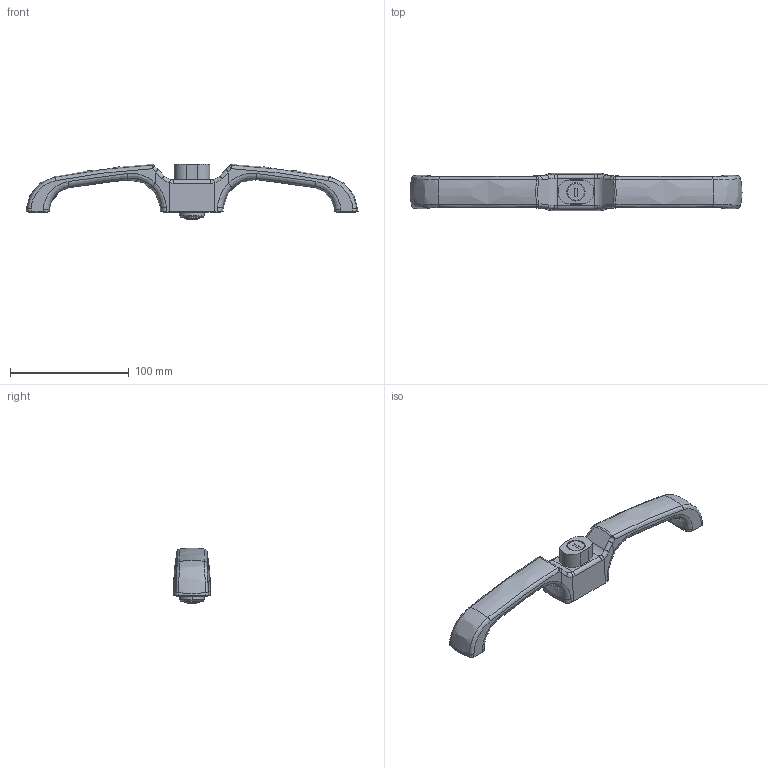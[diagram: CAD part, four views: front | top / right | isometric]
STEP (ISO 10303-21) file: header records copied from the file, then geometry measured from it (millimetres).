
FILE_DESCRIPTION (( 'STEP AP203' ), '1' );
FILE_NAME ('A-871-2-S_Œö.STEP', '2007-02-05T02:47:24', ( ' ' ), ( ' ' ), 'SwSTEP 2.0', 'SolidWorks 2006004', '' );
FILE_SCHEMA (( 'CONFIG_CONTROL_DESIGN' ));
Products named in the file (8): A-871-2-S僔儕儞僟乕_岞_棉太倌; A-871-2-S巭傔斅_棉太倌; A-871-2-S_公; A-871-2-S僴儞僪儖_岞_棉太倌; A-871-2-S僷僢僉儞彫_棉太倌; A-871-2-S僷僢僉儞_棉太倌; 僒僢僔梡嶮彫偹偠M4_M4亊10; R200_公開用_R200-4
Assembly tree (9 placements, depth 2):
  A-871-2-S_公
    R200_公開用_R200-4
    A-871-2-S僔儕儞僟乕_岞_棉太倌
    A-871-2-S僷僢僉儞彫_棉太倌  x2
    A-871-2-S僷僢僉儞_棉太倌
    僒僢僔梡嶮彫偹偠M4_M4亊10  x2
    A-871-2-S僴儞僪儖_岞_棉太倌
    A-871-2-S巭傔斅_棉太倌
Bounding box: 279.89 x 32 x 47.05 mm (x, y, z)
Volume: 127212.8 mm3; surface area: 42364 mm2
Topology: 9 solids, 9 shells, 406 faces, 1021 edges, 635 vertices
Faces by surface type: cylinder 136, plane 133, bspline 76, cone 55, torus 6
Entity records: 41582 total; most frequent: CARTESIAN_POINT 32516, ORIENTED_EDGE 1776, DIRECTION 1585, EDGE_CURVE 888, AXIS2_PLACEMENT_3D 604, VERTEX_POINT 566, EDGE_LOOP 402, LINE 377
